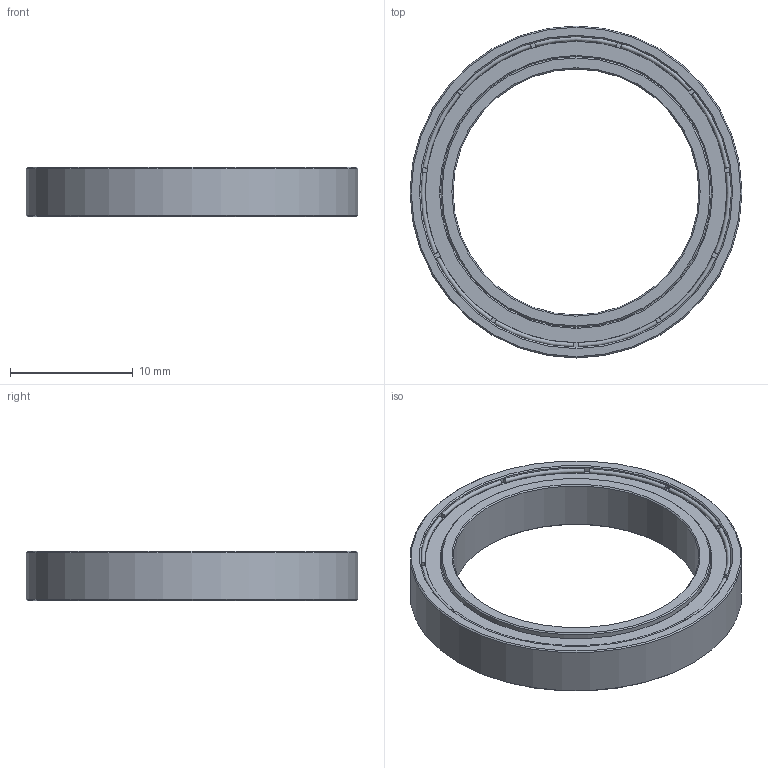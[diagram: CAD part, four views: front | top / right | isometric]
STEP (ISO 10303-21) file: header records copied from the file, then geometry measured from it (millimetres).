
FILE_DESCRIPTION(/* description */ ('','CAx-IF Rec.Pracs.---Representation and Presentation of Product Manufacturing Information (PMI)---4.0---2014-10-13'),/* implementation_level */ '2;1');
FILE_NAME(/* name */ '27x24x4mm Bearing.step',/* time_stamp */ '2025-01-11T12:49:38-05:00',/* author */ (''),/* organization */ (''),/* preprocessor_version */ 'ST-DEVELOPER v20',/* originating_system */ 'Autodesk Translation Framework v13.20.0.188',/* authorisation */ '');
FILE_SCHEMA (('AP242_MANAGED_MODEL_BASED_3D_ENGINEERING_MIM_LF { 1 0 10303 442 1 1 4 }'));
Length unit declared in the file: millimetre
Products named in the file (1): 27x24x4mm Bearing
Bounding box: 27 x 27 x 4 mm (x, y, z)
Volume: 940.2 mm3; surface area: 1770.5 mm2
Topology: 24 solids, 24 shells, 91 faces, 109 edges, 70 vertices
Faces by surface type: plane 52, torus 21, cone 10, cylinder 8
Full cylindrical faces by diameter (mm): 20 x1, 22 x2, 24.52 x2, 25.28 x2, 27 x1
Entity records: 1866 total; most frequent: DIRECTION 384, CARTESIAN_POINT 271, ORIENTED_EDGE 218, AXIS2_PLACEMENT_3D 183, EDGE_CURVE 109, EDGE_LOOP 101, FACE_OUTER_BOUND 91, CIRCLE 91
